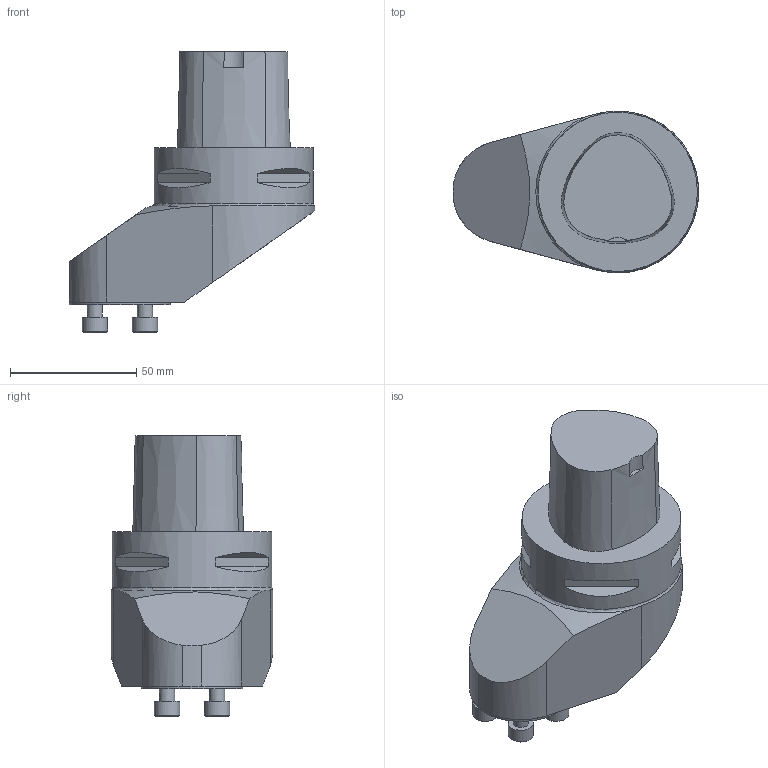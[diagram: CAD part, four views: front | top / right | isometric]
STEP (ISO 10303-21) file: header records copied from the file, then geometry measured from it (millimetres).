
FILE_DESCRIPTION(/* description */ (''),/* implementation_level */ '2;1');
FILE_NAME(/* name */ '1524228383270.stp',/* time_stamp */ '2018-04-20T14:46:33+02:00',/* author */ (''),/* organization */ ('SMS'),/* preprocessor_version */ 'ST-DEVELOPER v15',/* originating_system */ 'SIEMENS PLM Software NX 8.5',/* authorisation */ '');
FILE_SCHEMA (('AUTOMOTIVE_DESIGN { 1 0 10303 214 3 1 1 1 }'));
Length unit declared in the file: millimetre
Products named in the file (1): 201595535mod000_00
Bounding box: 97 x 63.93 x 111 mm (x, y, z)
Volume: 249824.5 mm3; surface area: 27142.5 mm2
Topology: 1 solids, 1 shells, 56 faces, 125 edges, 87 vertices
Faces by surface type: plane 29, cylinder 15, cone 11, torus 1
Full cylindrical faces by diameter (mm): 6 x4, 10 x4, 40 x1, 63 x1
Entity records: 1502 total; most frequent: DIRECTION 271, CARTESIAN_POINT 266, ORIENTED_EDGE 200, AXIS2_PLACEMENT_3D 118, EDGE_CURVE 100, EDGE_LOOP 84, VERTEX_POINT 74, ADVANCED_FACE 56
